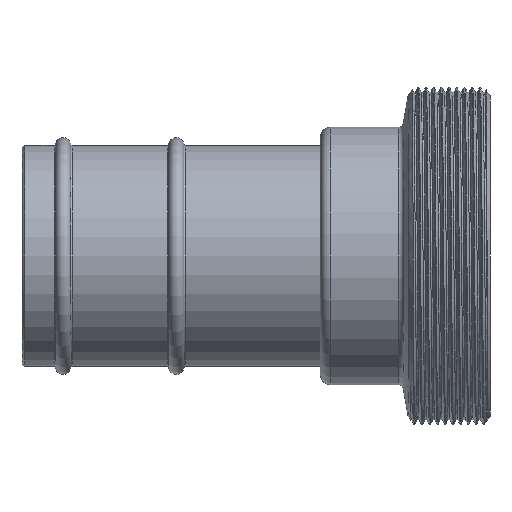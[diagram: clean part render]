
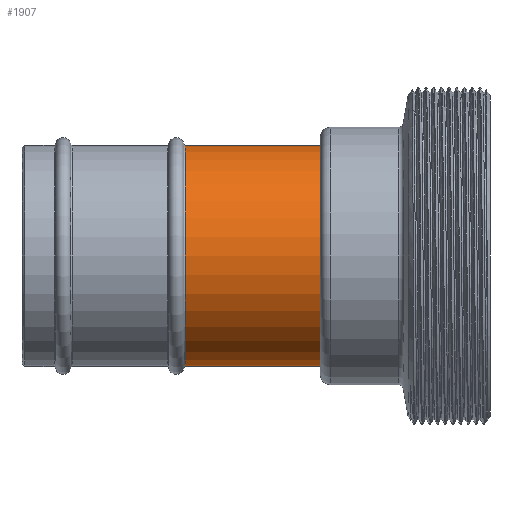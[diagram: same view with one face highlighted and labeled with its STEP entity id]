
A CAD part, front view. The second image highlights one B-rep face of the part: STEP entity #1907.
In plain terms, the highlighted cylindrical face has radius 21.5 mm (diameter 43 mm), a partial arc.
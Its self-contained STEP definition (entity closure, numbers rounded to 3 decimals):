
#4 = VECTOR ( 'NONE', #6167, 1000. ) ;
#62 = CIRCLE ( 'NONE', #7564, 21.5 ) ;
#137 = CARTESIAN_POINT ( 'NONE',  ( 17.75, -19.281, -21.5 ) ) ;
#638 = CARTESIAN_POINT ( 'NONE',  ( -8.518, -19.281, 21.5 ) ) ;
#885 = LINE ( 'NONE', #5089, #4 ) ;
#1306 = DIRECTION ( 'NONE',  ( 0., 0., 1. ) ) ;
#1634 = DIRECTION ( 'NONE',  ( -1., 0., 0. ) ) ;
#1739 = VERTEX_POINT ( 'NONE', #137 ) ;
#1907 = ADVANCED_FACE ( 'NONE', ( #2446 ), #1924, .T. ) ;
#1924 = CYLINDRICAL_SURFACE ( 'NONE', #4578, 21.5 ) ;
#2276 = VECTOR ( 'NONE', #3911, 1000. ) ;
#2446 = FACE_OUTER_BOUND ( 'NONE', #4668, .T. ) ;
#2483 = CARTESIAN_POINT ( 'NONE',  ( -42.397, -19.281, 0. ) ) ;
#2627 = ORIENTED_EDGE ( 'NONE', *, *, #5179, .F. ) ;
#2649 = DIRECTION ( 'NONE',  ( 0., 0., 1. ) ) ;
#2750 = CARTESIAN_POINT ( 'NONE',  ( -42.397, -19.281, 21.5 ) ) ;
#2942 = CARTESIAN_POINT ( 'NONE',  ( -8.518, -19.281, -21.5 ) ) ;
#3220 = CIRCLE ( 'NONE', #5319, 21.5 ) ;
#3225 = CARTESIAN_POINT ( 'NONE',  ( -8.518, -19.281, 0. ) ) ;
#3314 = DIRECTION ( 'NONE',  ( 0., 0., 1. ) ) ;
#3752 = ORIENTED_EDGE ( 'NONE', *, *, #7270, .T. ) ;
#3902 = DIRECTION ( 'NONE',  ( -1., 0., 0. ) ) ;
#3911 = DIRECTION ( 'NONE',  ( -1., 0., 0. ) ) ;
#4435 = EDGE_CURVE ( 'NONE', #6473, #5533, #3220, .T. ) ;
#4578 = AXIS2_PLACEMENT_3D ( 'NONE', #2483, #4838, #1306 ) ;
#4668 = EDGE_LOOP ( 'NONE', ( #2627, #3752, #4988, #4844 ) ) ;
#4838 = DIRECTION ( 'NONE',  ( -1., 0., 0. ) ) ;
#4844 = ORIENTED_EDGE ( 'NONE', *, *, #4435, .F. ) ;
#4988 = ORIENTED_EDGE ( 'NONE', *, *, #7088, .T. ) ;
#5089 = CARTESIAN_POINT ( 'NONE',  ( -42.397, -19.281, -21.5 ) ) ;
#5179 = EDGE_CURVE ( 'NONE', #1739, #6473, #885, .T. ) ;
#5319 = AXIS2_PLACEMENT_3D ( 'NONE', #3225, #1634, #2649 ) ;
#5533 = VERTEX_POINT ( 'NONE', #638 ) ;
#6167 = DIRECTION ( 'NONE',  ( -1., 0., 0. ) ) ;
#6410 = LINE ( 'NONE', #2750, #2276 ) ;
#6473 = VERTEX_POINT ( 'NONE', #2942 ) ;
#6801 = CARTESIAN_POINT ( 'NONE',  ( 17.75, -19.281, 0. ) ) ;
#6969 = CARTESIAN_POINT ( 'NONE',  ( 17.75, -19.281, 21.5 ) ) ;
#7028 = VERTEX_POINT ( 'NONE', #6969 ) ;
#7088 = EDGE_CURVE ( 'NONE', #7028, #5533, #6410, .T. ) ;
#7270 = EDGE_CURVE ( 'NONE', #1739, #7028, #62, .T. ) ;
#7564 = AXIS2_PLACEMENT_3D ( 'NONE', #6801, #3902, #3314 ) ;
